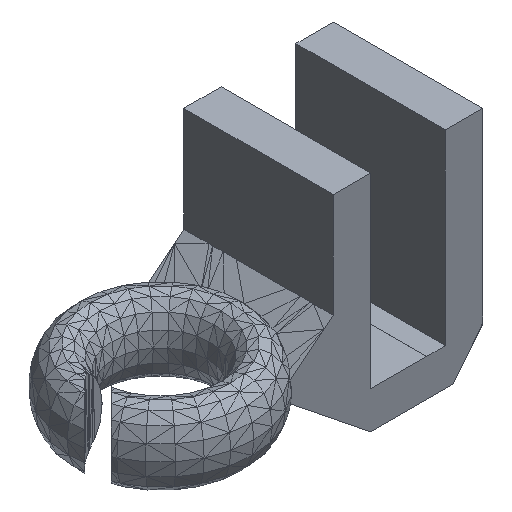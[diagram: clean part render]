
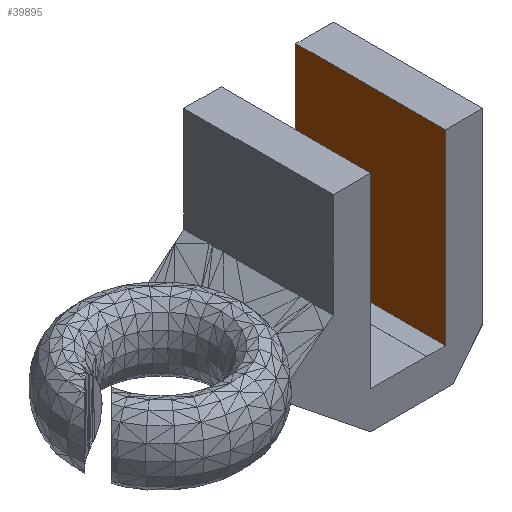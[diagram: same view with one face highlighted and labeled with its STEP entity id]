
A CAD part, isometric view. The second image highlights one B-rep face of the part: STEP entity #39895.
In plain terms, the highlighted planar face has unit normal (-1, 0, 0).
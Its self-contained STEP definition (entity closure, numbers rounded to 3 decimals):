
#4139 = PLANE('',#4140);
#4140 = AXIS2_PLACEMENT_3D('',#4141,#4142,#4143);
#4141 = CARTESIAN_POINT('',(18.998,6.,0.));
#4142 = DIRECTION('',(0.,1.,0.));
#4143 = DIRECTION('',(0.,0.,1.));
#9162 = PLANE('',#9163);
#9163 = AXIS2_PLACEMENT_3D('',#9164,#9165,#9166);
#9164 = CARTESIAN_POINT('',(10.362,-10.,6.911));
#9165 = DIRECTION('',(0.,-1.,0.));
#9166 = DIRECTION('',(0.,0.,-1.));
#38294 = VERTEX_POINT('',#38295);
#38295 = CARTESIAN_POINT('',(27.001,-10.,24.));
#38309 = PLANE('',#38310);
#38310 = AXIS2_PLACEMENT_3D('',#38311,#38312,#38313);
#38311 = CARTESIAN_POINT('',(31.,6.,24.));
#38312 = DIRECTION('',(0.,0.,-1.));
#38313 = DIRECTION('',(-1.,0.,0.));
#38321 = EDGE_CURVE('',#38322,#38294,#38324,.T.);
#38322 = VERTEX_POINT('',#38323);
#38323 = CARTESIAN_POINT('',(27.001,-10.,3.996));
#38324 = SURFACE_CURVE('',#38325,(#38329,#38336),.PCURVE_S1.);
#38325 = LINE('',#38326,#38327);
#38326 = CARTESIAN_POINT('',(27.001,-10.,3.996));
#38327 = VECTOR('',#38328,1.);
#38328 = DIRECTION('',(0.,0.,1.));
#38329 = PCURVE('',#9162,#38330);
#38330 = DEFINITIONAL_REPRESENTATION('',(#38331),#38335);
#38331 = LINE('',#38332,#38333);
#38332 = CARTESIAN_POINT('',(2.915,16.639));
#38333 = VECTOR('',#38334,1.);
#38334 = DIRECTION('',(-1.,0.));
#38335 = ( GEOMETRIC_REPRESENTATION_CONTEXT(2) 
PARAMETRIC_REPRESENTATION_CONTEXT() REPRESENTATION_CONTEXT('2D SPACE',''
  ) );
#38336 = PCURVE('',#38337,#38342);
#38337 = PLANE('',#38338);
#38338 = AXIS2_PLACEMENT_3D('',#38339,#38340,#38341);
#38339 = CARTESIAN_POINT('',(27.001,6.,3.996));
#38340 = DIRECTION('',(-1.,0.,0.));
#38341 = DIRECTION('',(0.,0.,-1.));
#38342 = DEFINITIONAL_REPRESENTATION('',(#38343),#38347);
#38343 = LINE('',#38344,#38345);
#38344 = CARTESIAN_POINT('',(0.,16.));
#38345 = VECTOR('',#38346,1.);
#38346 = DIRECTION('',(-1.,0.));
#38347 = ( GEOMETRIC_REPRESENTATION_CONTEXT(2) 
PARAMETRIC_REPRESENTATION_CONTEXT() REPRESENTATION_CONTEXT('2D SPACE',''
  ) );
#38365 = PLANE('',#38366);
#38366 = AXIS2_PLACEMENT_3D('',#38367,#38368,#38369);
#38367 = CARTESIAN_POINT('',(24.998,6.,3.996));
#38368 = DIRECTION('',(0.,0.,-1.));
#38369 = DIRECTION('',(-1.,0.,0.));
#39299 = VERTEX_POINT('',#39300);
#39300 = CARTESIAN_POINT('',(27.001,6.,3.996));
#39321 = EDGE_CURVE('',#39299,#39322,#39324,.T.);
#39322 = VERTEX_POINT('',#39323);
#39323 = CARTESIAN_POINT('',(27.001,6.,24.));
#39324 = SURFACE_CURVE('',#39325,(#39329,#39336),.PCURVE_S1.);
#39325 = LINE('',#39326,#39327);
#39326 = CARTESIAN_POINT('',(27.001,6.,3.996));
#39327 = VECTOR('',#39328,1.);
#39328 = DIRECTION('',(0.,0.,1.));
#39329 = PCURVE('',#4139,#39330);
#39330 = DEFINITIONAL_REPRESENTATION('',(#39331),#39335);
#39331 = LINE('',#39332,#39333);
#39332 = CARTESIAN_POINT('',(3.996,8.003));
#39333 = VECTOR('',#39334,1.);
#39334 = DIRECTION('',(1.,0.));
#39335 = ( GEOMETRIC_REPRESENTATION_CONTEXT(2) 
PARAMETRIC_REPRESENTATION_CONTEXT() REPRESENTATION_CONTEXT('2D SPACE',''
  ) );
#39336 = PCURVE('',#38337,#39337);
#39337 = DEFINITIONAL_REPRESENTATION('',(#39338),#39342);
#39338 = LINE('',#39339,#39340);
#39339 = CARTESIAN_POINT('',(0.,0.));
#39340 = VECTOR('',#39341,1.);
#39341 = DIRECTION('',(-1.,0.));
#39342 = ( GEOMETRIC_REPRESENTATION_CONTEXT(2) 
PARAMETRIC_REPRESENTATION_CONTEXT() REPRESENTATION_CONTEXT('2D SPACE',''
  ) );
#39826 = EDGE_CURVE('',#39322,#38294,#39827,.T.);
#39827 = SURFACE_CURVE('',#39828,(#39832,#39839),.PCURVE_S1.);
#39828 = LINE('',#39829,#39830);
#39829 = CARTESIAN_POINT('',(27.001,6.,24.));
#39830 = VECTOR('',#39831,1.);
#39831 = DIRECTION('',(0.,-1.,0.));
#39832 = PCURVE('',#38309,#39833);
#39833 = DEFINITIONAL_REPRESENTATION('',(#39834),#39838);
#39834 = LINE('',#39835,#39836);
#39835 = CARTESIAN_POINT('',(3.999,0.));
#39836 = VECTOR('',#39837,1.);
#39837 = DIRECTION('',(0.,-1.));
#39838 = ( GEOMETRIC_REPRESENTATION_CONTEXT(2) 
PARAMETRIC_REPRESENTATION_CONTEXT() REPRESENTATION_CONTEXT('2D SPACE',''
  ) );
#39839 = PCURVE('',#38337,#39840);
#39840 = DEFINITIONAL_REPRESENTATION('',(#39841),#39845);
#39841 = LINE('',#39842,#39843);
#39842 = CARTESIAN_POINT('',(-20.004,0.));
#39843 = VECTOR('',#39844,1.);
#39844 = DIRECTION('',(0.,1.));
#39845 = ( GEOMETRIC_REPRESENTATION_CONTEXT(2) 
PARAMETRIC_REPRESENTATION_CONTEXT() REPRESENTATION_CONTEXT('2D SPACE',''
  ) );
#39895 = ADVANCED_FACE('',(#39896),#38337,.T.);
#39896 = FACE_BOUND('',#39897,.T.);
#39897 = EDGE_LOOP('',(#39898,#39899,#39920,#39921));
#39898 = ORIENTED_EDGE('',*,*,#39321,.F.);
#39899 = ORIENTED_EDGE('',*,*,#39900,.T.);
#39900 = EDGE_CURVE('',#39299,#38322,#39901,.T.);
#39901 = SURFACE_CURVE('',#39902,(#39906,#39913),.PCURVE_S1.);
#39902 = LINE('',#39903,#39904);
#39903 = CARTESIAN_POINT('',(27.001,6.,3.996));
#39904 = VECTOR('',#39905,1.);
#39905 = DIRECTION('',(0.,-1.,0.));
#39906 = PCURVE('',#38337,#39907);
#39907 = DEFINITIONAL_REPRESENTATION('',(#39908),#39912);
#39908 = LINE('',#39909,#39910);
#39909 = CARTESIAN_POINT('',(0.,0.));
#39910 = VECTOR('',#39911,1.);
#39911 = DIRECTION('',(0.,1.));
#39912 = ( GEOMETRIC_REPRESENTATION_CONTEXT(2) 
PARAMETRIC_REPRESENTATION_CONTEXT() REPRESENTATION_CONTEXT('2D SPACE',''
  ) );
#39913 = PCURVE('',#38365,#39914);
#39914 = DEFINITIONAL_REPRESENTATION('',(#39915),#39919);
#39915 = LINE('',#39916,#39917);
#39916 = CARTESIAN_POINT('',(-2.003,0.));
#39917 = VECTOR('',#39918,1.);
#39918 = DIRECTION('',(0.,-1.));
#39919 = ( GEOMETRIC_REPRESENTATION_CONTEXT(2) 
PARAMETRIC_REPRESENTATION_CONTEXT() REPRESENTATION_CONTEXT('2D SPACE',''
  ) );
#39920 = ORIENTED_EDGE('',*,*,#38321,.T.);
#39921 = ORIENTED_EDGE('',*,*,#39826,.F.);
